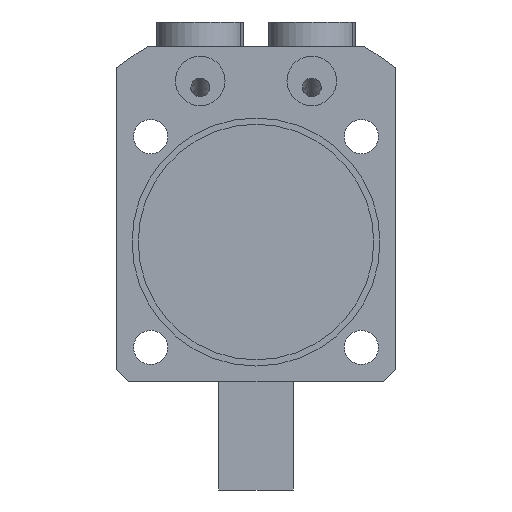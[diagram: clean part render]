
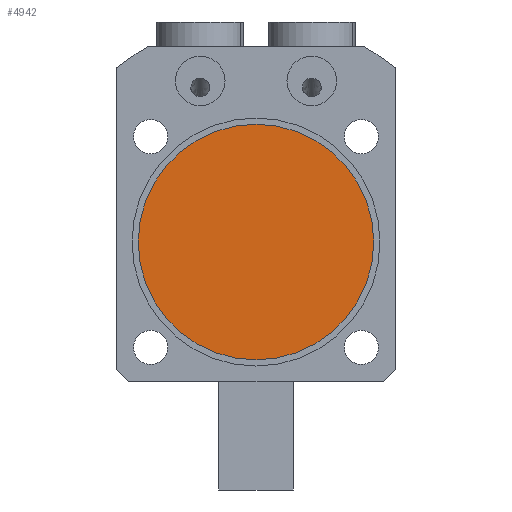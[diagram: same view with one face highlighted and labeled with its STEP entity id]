
A CAD part, front view. The second image highlights one B-rep face of the part: STEP entity #4942.
In plain terms, the highlighted planar face has unit normal (0, -1, 0).
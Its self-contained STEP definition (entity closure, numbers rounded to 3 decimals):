
#13 = VERTEX_POINT ( 'NONE', #5918 ) ;
#177 = CIRCLE ( 'NONE', #5436, 19. ) ;
#433 = EDGE_CURVE ( 'NONE', #8121, #13, #177, .T. ) ;
#1039 = EDGE_CURVE ( 'NONE', #13, #8121, #3242, .T. ) ;
#1254 = ORIENTED_EDGE ( 'NONE', *, *, #433, .T. ) ;
#1743 = DIRECTION ( 'NONE',  ( 0., -1., 0. ) ) ;
#1924 = ORIENTED_EDGE ( 'NONE', *, *, #1039, .T. ) ;
#2248 = CARTESIAN_POINT ( 'NONE',  ( 0., -37., 0. ) ) ;
#2905 = DIRECTION ( 'NONE',  ( 0., 0., -1. ) ) ;
#3020 = DIRECTION ( 'NONE',  ( 0., -1., 0. ) ) ;
#3242 = CIRCLE ( 'NONE', #7289, 19. ) ;
#4266 = FACE_OUTER_BOUND ( 'NONE', #8100, .T. ) ;
#4283 = AXIS2_PLACEMENT_3D ( 'NONE', #8304, #1743, #5025 ) ;
#4391 = CARTESIAN_POINT ( 'NONE',  ( 0., -37., 19. ) ) ;
#4942 = ADVANCED_FACE ( 'NONE', ( #4266 ), #7642, .T. ) ;
#5025 = DIRECTION ( 'NONE',  ( 0., 0., -1. ) ) ;
#5436 = AXIS2_PLACEMENT_3D ( 'NONE', #2248, #6813, #2905 ) ;
#5918 = CARTESIAN_POINT ( 'NONE',  ( 0., -37., -19. ) ) ;
#6813 = DIRECTION ( 'NONE',  ( 0., -1., 0. ) ) ;
#6932 = CARTESIAN_POINT ( 'NONE',  ( 0., -37., 0. ) ) ;
#7289 = AXIS2_PLACEMENT_3D ( 'NONE', #6932, #3020, #7600 ) ;
#7600 = DIRECTION ( 'NONE',  ( 0., 0., -1. ) ) ;
#7642 = PLANE ( 'NONE',  #4283 ) ;
#8100 = EDGE_LOOP ( 'NONE', ( #1254, #1924 ) ) ;
#8121 = VERTEX_POINT ( 'NONE', #4391 ) ;
#8304 = CARTESIAN_POINT ( 'NONE',  ( 0., -37., 0. ) ) ;
